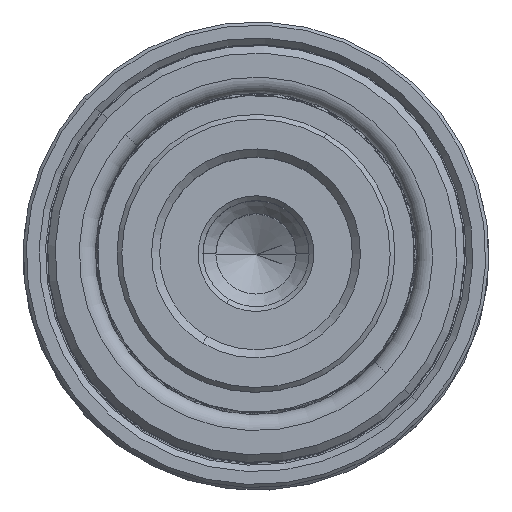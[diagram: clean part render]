
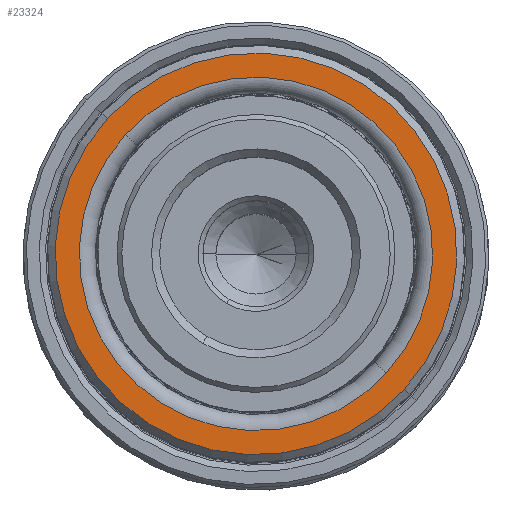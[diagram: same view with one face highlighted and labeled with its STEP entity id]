
A CAD part, top view. The second image highlights one B-rep face of the part: STEP entity #23324.
In plain terms, the highlighted planar face has unit normal (0, 0, 1).
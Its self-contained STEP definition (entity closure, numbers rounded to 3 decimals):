
#255 = AXIS2_PLACEMENT_3D ( 'NONE', #3587, #22192, #6252 ) ;
#801 = FACE_BOUND ( 'NONE', #12078, .T. ) ;
#1107 = EDGE_CURVE ( 'NONE', #22431, #4434, #5591, .T. ) ;
#1146 = EDGE_CURVE ( 'NONE', #4057, #5809, #33129, .T. ) ;
#2084 = EDGE_LOOP ( 'NONE', ( #11505, #15677 ) ) ;
#2445 = AXIS2_PLACEMENT_3D ( 'NONE', #24924, #8964, #27600 ) ;
#2574 = CARTESIAN_POINT ( 'NONE',  ( 11., 0., 35. ) ) ;
#2982 = CARTESIAN_POINT ( 'NONE',  ( 0., 0., 35. ) ) ;
#3587 = CARTESIAN_POINT ( 'NONE',  ( 0., 0., 35. ) ) ;
#4057 = VERTEX_POINT ( 'NONE', #25121 ) ;
#4434 = VERTEX_POINT ( 'NONE', #8445 ) ;
#5306 = AXIS2_PLACEMENT_3D ( 'NONE', #2982, #21590, #5645 ) ;
#5591 = CIRCLE ( 'NONE', #33482, 11. ) ;
#5645 = DIRECTION ( 'NONE',  ( 1., 0., 0. ) ) ;
#5809 = VERTEX_POINT ( 'NONE', #19178 ) ;
#6252 = DIRECTION ( 'NONE',  ( 1., 0., 0. ) ) ;
#8445 = CARTESIAN_POINT ( 'NONE',  ( -11., 0., 35. ) ) ;
#8964 = DIRECTION ( 'NONE',  ( 0., 0., 1. ) ) ;
#9410 = ORIENTED_EDGE ( 'NONE', *, *, #28573, .T. ) ;
#9921 = CARTESIAN_POINT ( 'NONE',  ( 0., 0., 35. ) ) ;
#11505 = ORIENTED_EDGE ( 'NONE', *, *, #1146, .T. ) ;
#12078 = EDGE_LOOP ( 'NONE', ( #33156, #9410 ) ) ;
#12830 = DIRECTION ( 'NONE',  ( 1., 0., 0. ) ) ;
#14080 = FACE_OUTER_BOUND ( 'NONE', #2084, .T. ) ;
#14203 = DIRECTION ( 'NONE',  ( 0., 0., -1. ) ) ;
#15677 = ORIENTED_EDGE ( 'NONE', *, *, #23051, .T. ) ;
#15764 = CIRCLE ( 'NONE', #5306, 12.5 ) ;
#19178 = CARTESIAN_POINT ( 'NONE',  ( 12.5, 0., 35. ) ) ;
#21334 = AXIS2_PLACEMENT_3D ( 'NONE', #9921, #28799, #12830 ) ;
#21590 = DIRECTION ( 'NONE',  ( 0., 0., 1. ) ) ;
#22192 = DIRECTION ( 'NONE',  ( 0., 0., -1. ) ) ;
#22431 = VERTEX_POINT ( 'NONE', #2574 ) ;
#23051 = EDGE_CURVE ( 'NONE', #5809, #4057, #15764, .T. ) ;
#23324 = ADVANCED_FACE ( 'NONE', ( #801, #14080 ), #26096, .T. ) ;
#24924 = CARTESIAN_POINT ( 'NONE',  ( 0., 0., 35. ) ) ;
#25121 = CARTESIAN_POINT ( 'NONE',  ( -12.5, 0., 35. ) ) ;
#26096 = PLANE ( 'NONE',  #21334 ) ;
#27600 = DIRECTION ( 'NONE',  ( 1., 0., 0. ) ) ;
#28573 = EDGE_CURVE ( 'NONE', #4434, #22431, #31939, .T. ) ;
#28799 = DIRECTION ( 'NONE',  ( 0., 0., 1. ) ) ;
#30164 = CARTESIAN_POINT ( 'NONE',  ( 0., 0., 35. ) ) ;
#31939 = CIRCLE ( 'NONE', #255, 11. ) ;
#32901 = DIRECTION ( 'NONE',  ( 1., 0., 0. ) ) ;
#33129 = CIRCLE ( 'NONE', #2445, 12.5 ) ;
#33156 = ORIENTED_EDGE ( 'NONE', *, *, #1107, .T. ) ;
#33482 = AXIS2_PLACEMENT_3D ( 'NONE', #30164, #14203, #32901 ) ;
